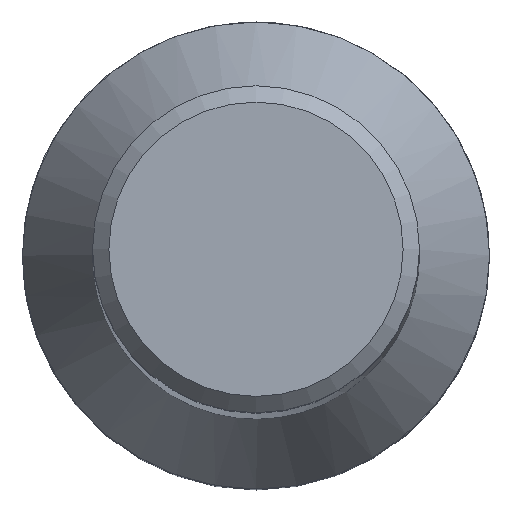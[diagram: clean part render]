
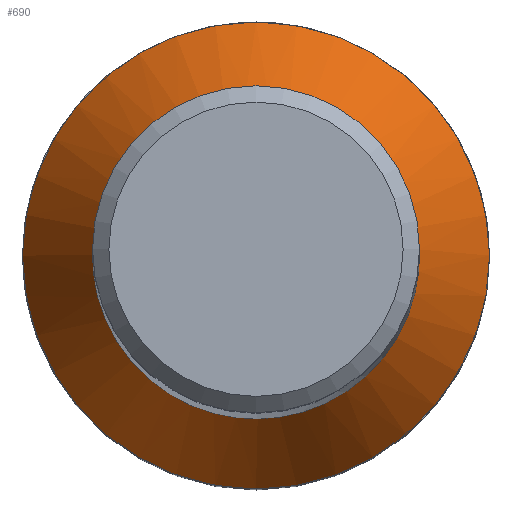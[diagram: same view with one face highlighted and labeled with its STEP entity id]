
A CAD part, top view. The second image highlights one B-rep face of the part: STEP entity #690.
In plain terms, the highlighted free-form (B-spline) face has degree [2, 1] with [9, 2] control points.
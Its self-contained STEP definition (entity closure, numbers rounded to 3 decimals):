
#180 = CARTESIAN_POINT ('', (-3.5, 0., -74.402));
#190 = VERTEX_POINT ('', #180);
#200 = CARTESIAN_POINT ('', (-5., 0., -77.));
#210 = VERTEX_POINT ('', #200);
#220 = CARTESIAN_POINT ('', (-3.5, 0., -74.402));
#230 = DIRECTION ('', (-1.5, 0., -2.598));
#240 = VECTOR ('', #230, 3.);
#250 = LINE ('', #220, #240);
#260 = EDGE_CURVE ('', #190, #210, #250, .T.);
#270 = ORIENTED_EDGE ('', *, *, #260, .F.);
#280 = CARTESIAN_POINT ('', (-3.5, 0., -74.402));
#290 = CARTESIAN_POINT ('', (-3.5, 3.5, -74.402));
#300 = CARTESIAN_POINT ('', (0., 3.5, -74.402));
#310 = CARTESIAN_POINT ('', (3.5, 3.5, -74.402));
#320 = CARTESIAN_POINT ('', (3.5, 0., -74.402));
#330 = CARTESIAN_POINT ('', (3.5, -3.5, -74.402));
#340 = CARTESIAN_POINT ('', (0., -3.5, -74.402));
#350 = CARTESIAN_POINT ('', (-3.5, -3.5, -74.402));
#360 = CARTESIAN_POINT ('', (-3.5, 0., -74.402));
#370 = (
   BOUNDED_CURVE ()
   B_SPLINE_CURVE (2, (#280, #290, #300, #310, #320, #330, #340, #350, #360), .UNSPECIFIED., .T., .U.)
   B_SPLINE_CURVE_WITH_KNOTS ((3, 2, 2, 2, 3), (0., 0.25, 0.5, 0.75, 1.), .UNSPECIFIED.)
   CURVE ()
   GEOMETRIC_REPRESENTATION_ITEM ()
   RATIONAL_B_SPLINE_CURVE ((1., 0.707, 1., 0.707, 1., 0.707, 1., 0.707, 1.))
   REPRESENTATION_ITEM ('')
);
#380 = EDGE_CURVE ('', #190, #190, #370, .T.);
#390 = ORIENTED_EDGE ('', *, *, #380, .T.);
#400 = ORIENTED_EDGE ('', *, *, #260, .T.);
#410 = CARTESIAN_POINT ('', (0., 0., -77.));
#420 = DIRECTION ('', (0., 0., -1.));
#430 = DIRECTION ('', (-1., 0., 0.));
#440 = AXIS2_PLACEMENT_3D ('', #410, #420, #430);
#450 = CIRCLE ('', #440, 5.);
#460 = EDGE_CURVE ('', #210, #210, #450, .T.);
#470 = ORIENTED_EDGE ('', *, *, #460, .F.);
#480 = EDGE_LOOP ('', (#270, #390, #400, #470));
#490 = FACE_OUTER_BOUND ('', #480, .T.);
#500 = CARTESIAN_POINT ('', (-3.5, 0., -74.402));
#510 = CARTESIAN_POINT ('', (-5., 0., -77.));
#520 = CARTESIAN_POINT ('', (-3.5, 3.5, -74.402));
#530 = CARTESIAN_POINT ('', (-5., 5., -77.));
#540 = CARTESIAN_POINT ('', (0., 3.5, -74.402));
#550 = CARTESIAN_POINT ('', (0., 5., -77.));
#560 = CARTESIAN_POINT ('', (3.5, 3.5, -74.402));
#570 = CARTESIAN_POINT ('', (5., 5., -77.));
#580 = CARTESIAN_POINT ('', (3.5, 0., -74.402));
#590 = CARTESIAN_POINT ('', (5., 0., -77.));
#600 = CARTESIAN_POINT ('', (3.5, -3.5, -74.402));
#610 = CARTESIAN_POINT ('', (5., -5., -77.));
#620 = CARTESIAN_POINT ('', (0., -3.5, -74.402));
#630 = CARTESIAN_POINT ('', (0., -5., -77.));
#640 = CARTESIAN_POINT ('', (-3.5, -3.5, -74.402));
#650 = CARTESIAN_POINT ('', (-5., -5., -77.));
#660 = CARTESIAN_POINT ('', (-3.5, 0., -74.402));
#670 = CARTESIAN_POINT ('', (-5., 0., -77.));
#680 = (
   BOUNDED_SURFACE ()
   B_SPLINE_SURFACE (2, 1, ((#500, #510), (#520, #530), (#540, #550), (#560, #570), (#580, #590), (#600, #610), (#620, #630), (#640, #650), (#660, #670)), .UNSPECIFIED., .T., .F., .U.)
   B_SPLINE_SURFACE_WITH_KNOTS ((3, 2, 2, 2, 3), (2, 2), (0., 0.25, 0.5, 0.75, 1.), (0., 1.), .UNSPECIFIED.)
   SURFACE ()
   GEOMETRIC_REPRESENTATION_ITEM ()
   RATIONAL_B_SPLINE_SURFACE (((1., 1.), (0.707, 0.707), (1., 1.), (0.707, 0.707), (1., 1.), (0.707, 0.707), (1., 1.), (0.707, 0.707), (1., 1.)))
   REPRESENTATION_ITEM ('')
);
#690 = ADVANCED_FACE ('', (#490), #680, .T.);
